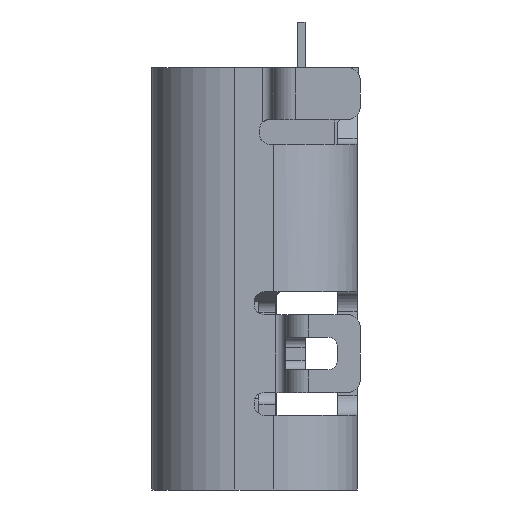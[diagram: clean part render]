
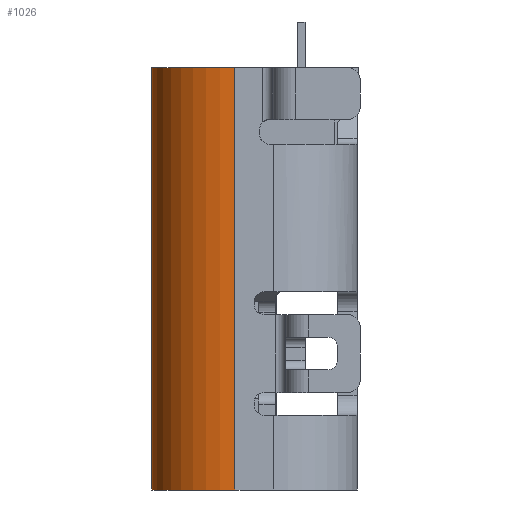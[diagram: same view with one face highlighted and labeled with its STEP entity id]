
A CAD part, left-side view. The second image highlights one B-rep face of the part: STEP entity #1026.
In plain terms, the highlighted cylindrical face has radius 1.28 mm (diameter 2.56 mm), a partial arc.
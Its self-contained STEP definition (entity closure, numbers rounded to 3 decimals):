
#1026=ADVANCED_FACE('',(#2382),#2383,.T.);
#2382=FACE_OUTER_BOUND('',#4147,.T.);
#2383=CYLINDRICAL_SURFACE('',#4148,1.28);
#4147=EDGE_LOOP('',(#7707,#7708,#7709,#7710));
#4148=AXIS2_PLACEMENT_3D('',#7711,#7712,#7713);
#7707=ORIENTED_EDGE('',*,*,#12087,.F.);
#7708=ORIENTED_EDGE('',*,*,#12089,.T.);
#7709=ORIENTED_EDGE('',*,*,#11709,.F.);
#7710=ORIENTED_EDGE('',*,*,#11831,.T.);
#7711=CARTESIAN_POINT('',(-3.19,0.295,-9.208));
#7712=DIRECTION('',(0.0,0.0,1.0));
#7713=DIRECTION('',(-1.0,0.0,0.0));
#11709=EDGE_CURVE('',#14758,#14760,#14761,.T.);
#11831=EDGE_CURVE('',#14758,#14953,#14955,.T.);
#12087=EDGE_CURVE('',#15332,#14953,#15334,.T.);
#12089=EDGE_CURVE('',#15332,#14760,#15336,.T.);
#14758=VERTEX_POINT('',#20106);
#14760=VERTEX_POINT('',#20109);
#14761=CIRCLE('',#20110,1.28);
#14953=VERTEX_POINT('',#20400);
#14955=LINE('',#20403,#20404);
#15332=VERTEX_POINT('',#20942);
#15334=CIRCLE('',#20945,1.28);
#15336=LINE('',#20947,#20948);
#20106=CARTESIAN_POINT('',(-4.47,0.295,-10.708));
#20109=CARTESIAN_POINT('',(-3.19,1.575,-10.708));
#20110=AXIS2_PLACEMENT_3D('',#24468,#24469,#24470);
#20400=CARTESIAN_POINT('',(-4.47,0.295,-4.208));
#20403=CARTESIAN_POINT('',(-4.47,0.295,-10.708));
#20404=VECTOR('',#24628,6.5);
#20942=CARTESIAN_POINT('',(-3.19,1.575,-4.208));
#20945=AXIS2_PLACEMENT_3D('',#24937,#24938,#24939);
#20947=CARTESIAN_POINT('',(-3.19,1.575,-4.208));
#20948=VECTOR('',#24940,6.5);
#24468=CARTESIAN_POINT('',(-3.19,0.295,-10.708));
#24469=DIRECTION('',(0.0,0.0,-1.0));
#24470=DIRECTION('',(-1.0,0.0,0.0));
#24628=DIRECTION('',(0.0,0.0,1.0));
#24937=CARTESIAN_POINT('',(-3.19,0.295,-4.208));
#24938=DIRECTION('',(0.0,-0.0,1.0));
#24939=DIRECTION('',(0.0,1.0,0.0));
#24940=DIRECTION('',(0.0,0.0,-1.0));
